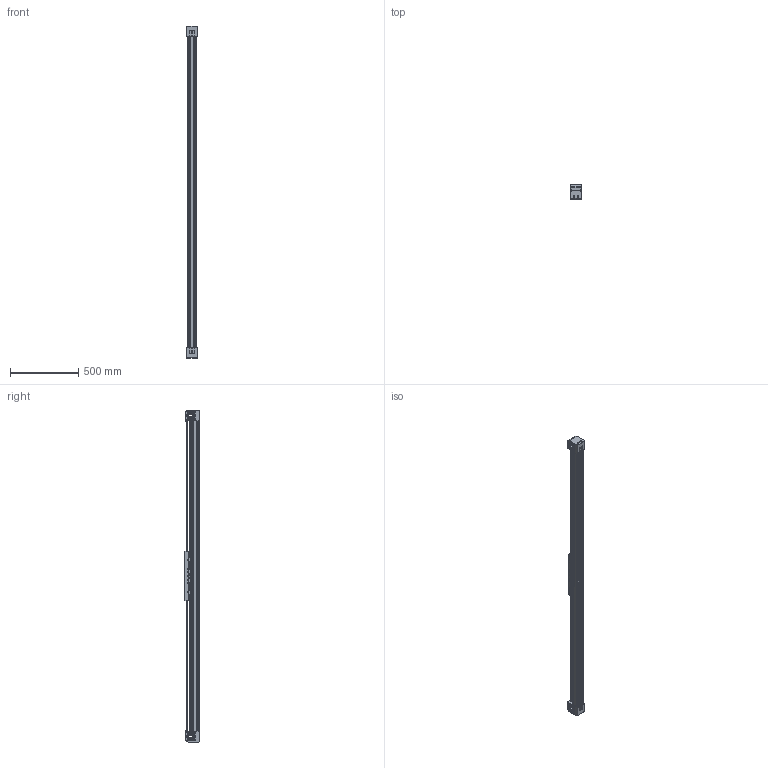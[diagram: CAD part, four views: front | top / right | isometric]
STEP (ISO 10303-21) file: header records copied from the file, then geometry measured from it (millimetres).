
FILE_DESCRIPTION (( 'STEP AP214' ), '1' );
FILE_NAME ('BLM60-1900.STEP', '2023-02-28T09:00:30', ( '' ), ( '' ), 'SwSTEP 2.0', 'SolidWorks 2023', '' );
FILE_SCHEMA (( 'AUTOMOTIVE_DESIGN' ));
Length unit declared in the file: millimetre
Products named in the file (1): BLM60-1900
Bounding box: 80 x 104 x 2436 mm (x, y, z)
Volume: 8870895.3 mm3; surface area: 1830988.3 mm2
Topology: 117 solids, 117 shells, 5079 faces, 14078 edges, 9176 vertices
Faces by surface type: plane 2781, cylinder 1930, torus 176, sphere 116, cone 52, bspline 24
Entity records: 222182 total; most frequent: CARTESIAN_POINT 32864, DIRECTION 28056, ORIENTED_EDGE 27452, EDGE_CURVE 13726, AXIS2_PLACEMENT_3D 9440, VECTOR 9176, LINE 9176, VERTEX_POINT 9064
